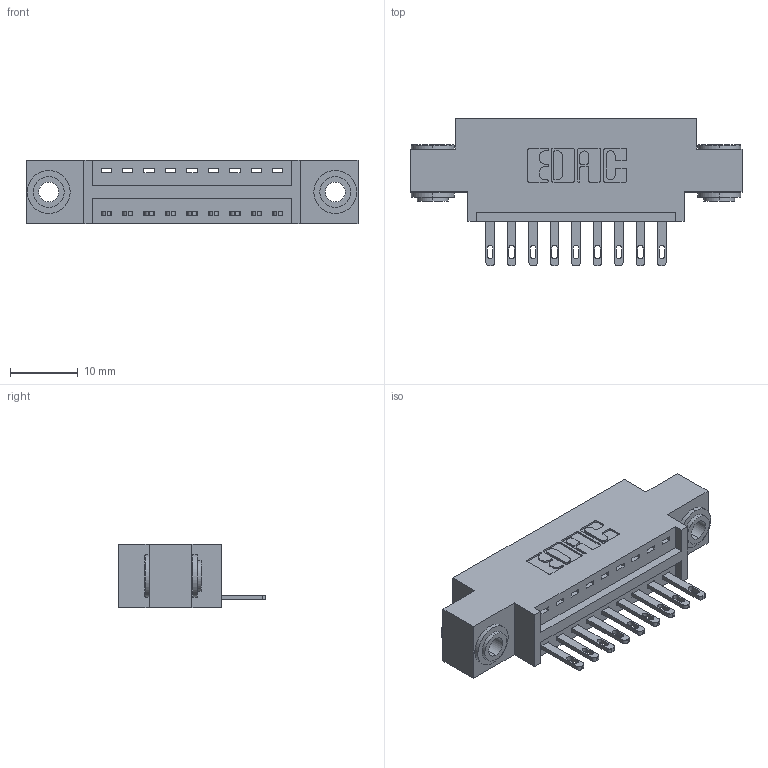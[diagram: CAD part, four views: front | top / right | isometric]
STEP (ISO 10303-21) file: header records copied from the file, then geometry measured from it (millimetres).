
FILE_DESCRIPTION (( 'STEP AP203' ), '1' );
FILE_NAME ('346-009-500-603.STEP', '2022-05-04T21:51:48', ( '' ), ( '' ), 'SwSTEP 2.0', 'SolidWorks 2020', '' );
FILE_SCHEMA (( 'CONFIG_CONTROL_DESIGN' ));
Length unit declared in the file: inch
Products named in the file (4): 345-292-001_345-293-100; 346-009-500-603; 345-250-002_345-250-002-102; 346 Part_0.170 Offset - 0.156 Dia-TH
Assembly tree (12 placements, depth 2):
  346-009-500-603
    346 Part_0.170 Offset - 0.156 Dia-TH
    345-292-001_345-293-100  x9
    345-250-002_345-250-002-102  x2
Bounding box: 49.15 x 21.84 x 9.4 mm (x, y, z)
Volume: 4329.5 mm3; surface area: 5488 mm2
Topology: 12 solids, 12 shells, 664 faces, 1965 edges, 1306 vertices
Faces by surface type: plane 410, cylinder 246, cone 8
Entity records: 11156 total; most frequent: CARTESIAN_POINT 1904, ORIENTED_EDGE 1838, DIRECTION 1751, EDGE_CURVE 919, LINE 723, VECTOR 723, VERTEX_POINT 610, AXIS2_PLACEMENT_3D 514
